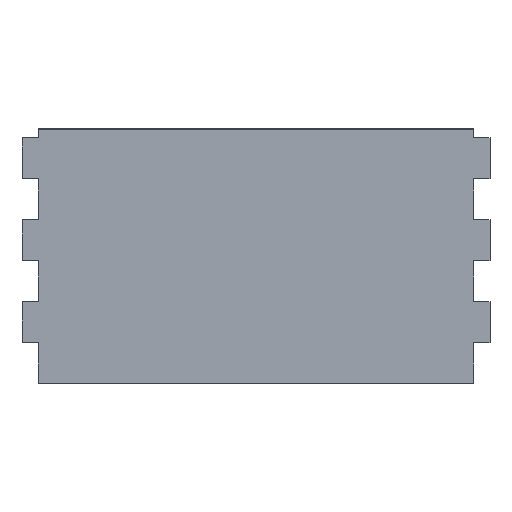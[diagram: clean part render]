
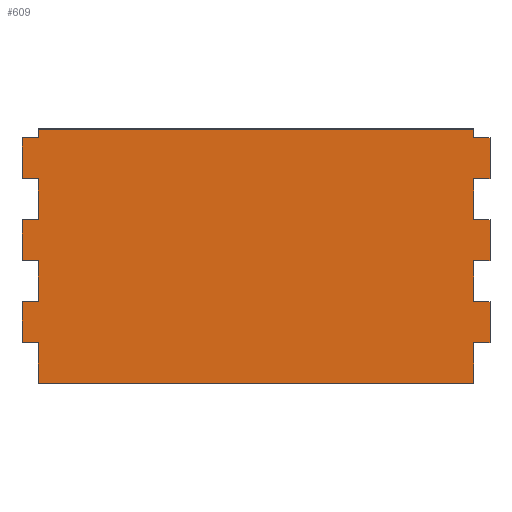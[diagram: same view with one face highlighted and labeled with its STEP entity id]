
A CAD part, top view. The second image highlights one B-rep face of the part: STEP entity #609.
In plain terms, the highlighted planar face has unit normal (0, 0, 1).
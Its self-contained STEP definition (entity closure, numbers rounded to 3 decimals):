
#43=FACE_OUTER_BOUND('',#73,.T.);
#73=EDGE_LOOP('',(#495,#496,#497,#498,#499,#500,#501,#502,#503,#504,#505,
#506,#507,#508,#509,#510,#511,#512,#513,#514,#515,#516,#517,#518,#519,#520,
#521,#522));
#76=LINE('',#816,#160);
#81=LINE('',#827,#165);
#85=LINE('',#834,#169);
#88=LINE('',#840,#172);
#91=LINE('',#848,#175);
#94=LINE('',#854,#178);
#97=LINE('',#860,#181);
#101=LINE('',#869,#185);
#105=LINE('',#876,#189);
#107=LINE('',#881,#191);
#111=LINE('',#890,#195);
#115=LINE('',#899,#199);
#118=LINE('',#903,#202);
#121=LINE('',#911,#205);
#125=LINE('',#918,#209);
#128=LINE('',#924,#212);
#131=LINE('',#932,#215);
#135=LINE('',#941,#219);
#138=LINE('',#945,#222);
#140=LINE('',#948,#224);
#141=LINE('',#951,#225);
#144=LINE('',#956,#228);
#147=LINE('',#960,#231);
#148=LINE('',#962,#232);
#152=LINE('',#969,#236);
#154=LINE('',#972,#238);
#155=LINE('',#974,#239);
#158=LINE('',#978,#242);
#160=VECTOR('',#669,10.);
#165=VECTOR('',#676,10.);
#169=VECTOR('',#682,10.);
#172=VECTOR('',#687,10.);
#175=VECTOR('',#692,10.);
#178=VECTOR('',#697,10.);
#181=VECTOR('',#702,10.);
#185=VECTOR('',#708,10.);
#189=VECTOR('',#714,10.);
#191=VECTOR('',#718,10.);
#195=VECTOR('',#724,10.);
#199=VECTOR('',#730,10.);
#202=VECTOR('',#735,10.);
#205=VECTOR('',#740,10.);
#209=VECTOR('',#746,10.);
#212=VECTOR('',#751,10.);
#215=VECTOR('',#756,10.);
#219=VECTOR('',#762,10.);
#222=VECTOR('',#767,10.);
#224=VECTOR('',#771,10.);
#225=VECTOR('',#774,10.);
#228=VECTOR('',#779,10.);
#231=VECTOR('',#784,10.);
#232=VECTOR('',#787,10.);
#236=VECTOR('',#793,10.);
#238=VECTOR('',#797,10.);
#239=VECTOR('',#800,10.);
#242=VECTOR('',#805,10.);
#244=VERTEX_POINT('',#813);
#245=VERTEX_POINT('',#815);
#249=VERTEX_POINT('',#824);
#250=VERTEX_POINT('',#826);
#252=VERTEX_POINT('',#832);
#254=VERTEX_POINT('',#838);
#257=VERTEX_POINT('',#845);
#258=VERTEX_POINT('',#847);
#260=VERTEX_POINT('',#853);
#262=VERTEX_POINT('',#859);
#265=VERTEX_POINT('',#866);
#266=VERTEX_POINT('',#868);
#268=VERTEX_POINT('',#874);
#270=VERTEX_POINT('',#880);
#273=VERTEX_POINT('',#887);
#274=VERTEX_POINT('',#889);
#277=VERTEX_POINT('',#896);
#278=VERTEX_POINT('',#898);
#281=VERTEX_POINT('',#908);
#282=VERTEX_POINT('',#910);
#284=VERTEX_POINT('',#916);
#286=VERTEX_POINT('',#922);
#289=VERTEX_POINT('',#929);
#290=VERTEX_POINT('',#931);
#293=VERTEX_POINT('',#938);
#294=VERTEX_POINT('',#940);
#295=VERTEX_POINT('',#950);
#298=VERTEX_POINT('',#967);
#300=EDGE_CURVE('',#245,#244,#76,.T.);
#305=EDGE_CURVE('',#250,#249,#81,.T.);
#309=EDGE_CURVE('',#249,#252,#85,.T.);
#312=EDGE_CURVE('',#252,#254,#88,.T.);
#315=EDGE_CURVE('',#258,#257,#91,.T.);
#318=EDGE_CURVE('',#260,#258,#94,.T.);
#321=EDGE_CURVE('',#262,#260,#97,.T.);
#325=EDGE_CURVE('',#266,#265,#101,.T.);
#329=EDGE_CURVE('',#265,#268,#105,.T.);
#331=EDGE_CURVE('',#270,#266,#107,.T.);
#335=EDGE_CURVE('',#274,#273,#111,.T.);
#339=EDGE_CURVE('',#278,#277,#115,.T.);
#342=EDGE_CURVE('',#273,#278,#118,.T.);
#345=EDGE_CURVE('',#282,#281,#121,.T.);
#349=EDGE_CURVE('',#281,#284,#125,.T.);
#352=EDGE_CURVE('',#284,#286,#128,.T.);
#355=EDGE_CURVE('',#290,#289,#131,.T.);
#359=EDGE_CURVE('',#294,#293,#135,.T.);
#362=EDGE_CURVE('',#289,#294,#138,.T.);
#364=EDGE_CURVE('',#257,#282,#140,.T.);
#365=EDGE_CURVE('',#295,#262,#141,.T.);
#368=EDGE_CURVE('',#286,#250,#144,.T.);
#371=EDGE_CURVE('',#254,#245,#147,.T.);
#372=EDGE_CURVE('',#244,#290,#148,.T.);
#376=EDGE_CURVE('',#277,#298,#152,.T.);
#378=EDGE_CURVE('',#268,#274,#154,.T.);
#379=EDGE_CURVE('',#293,#270,#155,.T.);
#382=EDGE_CURVE('',#298,#295,#158,.T.);
#495=ORIENTED_EDGE('',*,*,#365,.T.);
#496=ORIENTED_EDGE('',*,*,#321,.T.);
#497=ORIENTED_EDGE('',*,*,#318,.T.);
#498=ORIENTED_EDGE('',*,*,#315,.T.);
#499=ORIENTED_EDGE('',*,*,#364,.T.);
#500=ORIENTED_EDGE('',*,*,#345,.T.);
#501=ORIENTED_EDGE('',*,*,#349,.T.);
#502=ORIENTED_EDGE('',*,*,#352,.T.);
#503=ORIENTED_EDGE('',*,*,#368,.T.);
#504=ORIENTED_EDGE('',*,*,#305,.T.);
#505=ORIENTED_EDGE('',*,*,#309,.T.);
#506=ORIENTED_EDGE('',*,*,#312,.T.);
#507=ORIENTED_EDGE('',*,*,#371,.T.);
#508=ORIENTED_EDGE('',*,*,#300,.T.);
#509=ORIENTED_EDGE('',*,*,#372,.T.);
#510=ORIENTED_EDGE('',*,*,#355,.T.);
#511=ORIENTED_EDGE('',*,*,#362,.T.);
#512=ORIENTED_EDGE('',*,*,#359,.T.);
#513=ORIENTED_EDGE('',*,*,#379,.T.);
#514=ORIENTED_EDGE('',*,*,#331,.T.);
#515=ORIENTED_EDGE('',*,*,#325,.T.);
#516=ORIENTED_EDGE('',*,*,#329,.T.);
#517=ORIENTED_EDGE('',*,*,#378,.T.);
#518=ORIENTED_EDGE('',*,*,#335,.T.);
#519=ORIENTED_EDGE('',*,*,#342,.T.);
#520=ORIENTED_EDGE('',*,*,#339,.T.);
#521=ORIENTED_EDGE('',*,*,#376,.T.);
#522=ORIENTED_EDGE('',*,*,#382,.T.);
#579=PLANE('',#662);
#609=ADVANCED_FACE('',(#43),#579,.T.);
#662=AXIS2_PLACEMENT_3D('',#979,#806,#807);
#669=DIRECTION('',(-1.,0.,0.));
#676=DIRECTION('',(1.,0.,0.));
#682=DIRECTION('',(0.,1.,0.));
#687=DIRECTION('',(-1.,0.,0.));
#692=DIRECTION('',(-1.,0.,0.));
#697=DIRECTION('',(0.,1.,0.));
#702=DIRECTION('',(1.,0.,0.));
#708=DIRECTION('',(0.,-1.,0.));
#714=DIRECTION('',(1.,0.,0.));
#718=DIRECTION('',(-1.,0.,0.));
#724=DIRECTION('',(-1.,0.,0.));
#730=DIRECTION('',(1.,0.,0.));
#735=DIRECTION('',(0.,-1.,0.));
#740=DIRECTION('',(1.,0.,0.));
#746=DIRECTION('',(0.,1.,0.));
#751=DIRECTION('',(-1.,0.,0.));
#756=DIRECTION('',(-1.,0.,0.));
#762=DIRECTION('',(1.,0.,0.));
#767=DIRECTION('',(0.,-1.,0.));
#771=DIRECTION('',(0.,1.,0.));
#774=DIRECTION('',(0.,1.,0.));
#779=DIRECTION('',(0.,1.,0.));
#784=DIRECTION('',(0.,1.,0.));
#787=DIRECTION('',(0.,-1.,0.));
#793=DIRECTION('',(0.,-1.,0.));
#797=DIRECTION('',(0.,-1.,0.));
#800=DIRECTION('',(0.,-1.,0.));
#805=DIRECTION('',(1.,0.,0.));
#806=DIRECTION('center_axis',(0.,0.,1.));
#807=DIRECTION('ref_axis',(1.,0.,0.));
#813=CARTESIAN_POINT('',(0.,62.,4.));
#815=CARTESIAN_POINT('',(106.3,62.,4.));
#816=CARTESIAN_POINT('',(106.3,62.,4.));
#824=CARTESIAN_POINT('',(110.3,50.,4.));
#826=CARTESIAN_POINT('',(106.3,50.,4.));
#827=CARTESIAN_POINT('',(106.3,50.,4.));
#832=CARTESIAN_POINT('',(110.3,60.,4.));
#834=CARTESIAN_POINT('',(110.3,50.,4.));
#838=CARTESIAN_POINT('',(106.3,60.,4.));
#840=CARTESIAN_POINT('',(110.3,60.,4.));
#845=CARTESIAN_POINT('',(106.3,20.,4.));
#847=CARTESIAN_POINT('',(110.3,20.,4.));
#848=CARTESIAN_POINT('',(110.3,20.,4.));
#853=CARTESIAN_POINT('',(110.3,10.,4.));
#854=CARTESIAN_POINT('',(110.3,10.,4.));
#859=CARTESIAN_POINT('',(106.3,10.,4.));
#860=CARTESIAN_POINT('',(106.3,10.,4.));
#866=CARTESIAN_POINT('',(-4.,30.,4.));
#868=CARTESIAN_POINT('',(-4.,40.,4.));
#869=CARTESIAN_POINT('',(-4.,40.,4.));
#874=CARTESIAN_POINT('',(0.,30.,4.));
#876=CARTESIAN_POINT('',(-4.,30.,4.));
#880=CARTESIAN_POINT('',(0.,40.,4.));
#881=CARTESIAN_POINT('',(0.,40.,4.));
#887=CARTESIAN_POINT('',(-4.,20.,4.));
#889=CARTESIAN_POINT('',(0.,20.,4.));
#890=CARTESIAN_POINT('',(0.,20.,4.));
#896=CARTESIAN_POINT('',(0.,10.,4.));
#898=CARTESIAN_POINT('',(-4.,10.,4.));
#899=CARTESIAN_POINT('',(-4.,10.,4.));
#903=CARTESIAN_POINT('',(-4.,20.,4.));
#908=CARTESIAN_POINT('',(110.3,30.,4.));
#910=CARTESIAN_POINT('',(106.3,30.,4.));
#911=CARTESIAN_POINT('',(106.3,30.,4.));
#916=CARTESIAN_POINT('',(110.3,40.,4.));
#918=CARTESIAN_POINT('',(110.3,30.,4.));
#922=CARTESIAN_POINT('',(106.3,40.,4.));
#924=CARTESIAN_POINT('',(110.3,40.,4.));
#929=CARTESIAN_POINT('',(-4.,60.,4.));
#931=CARTESIAN_POINT('',(0.,60.,4.));
#932=CARTESIAN_POINT('',(0.,60.,4.));
#938=CARTESIAN_POINT('',(0.,50.,4.));
#940=CARTESIAN_POINT('',(-4.,50.,4.));
#941=CARTESIAN_POINT('',(-4.,50.,4.));
#945=CARTESIAN_POINT('',(-4.,60.,4.));
#948=CARTESIAN_POINT('',(106.3,0.,4.));
#950=CARTESIAN_POINT('',(106.3,0.,4.));
#951=CARTESIAN_POINT('',(106.3,0.,4.));
#956=CARTESIAN_POINT('',(106.3,0.,4.));
#960=CARTESIAN_POINT('',(106.3,0.,4.));
#962=CARTESIAN_POINT('',(0.,62.,4.));
#967=CARTESIAN_POINT('',(0.,0.,4.));
#969=CARTESIAN_POINT('',(0.,62.,4.));
#972=CARTESIAN_POINT('',(0.,62.,4.));
#974=CARTESIAN_POINT('',(0.,62.,4.));
#978=CARTESIAN_POINT('',(0.,0.,4.));
#979=CARTESIAN_POINT('Origin',(53.15,31.,4.));
